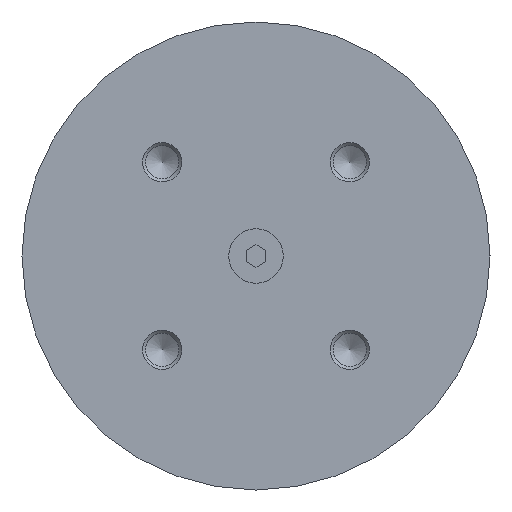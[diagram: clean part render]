
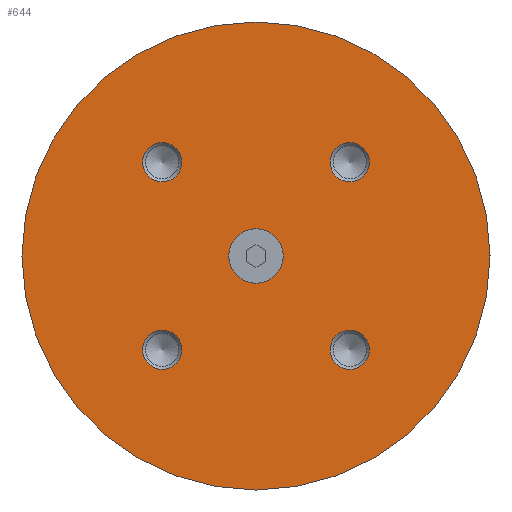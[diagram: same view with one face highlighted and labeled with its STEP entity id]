
A CAD part, left-side view. The second image highlights one B-rep face of the part: STEP entity #644.
In plain terms, the highlighted planar face has unit normal (-1, 0, 0).
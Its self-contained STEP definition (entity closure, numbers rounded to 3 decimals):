
#19=FACE_BOUND('',#117,.T.);
#20=FACE_BOUND('',#118,.T.);
#21=FACE_BOUND('',#119,.T.);
#22=FACE_BOUND('',#120,.T.);
#23=FACE_BOUND('',#121,.T.);
#36=PLANE('',#739);
#78=FACE_OUTER_BOUND('',#116,.T.);
#116=EDGE_LOOP('',(#563,#564));
#117=EDGE_LOOP('',(#565,#566));
#118=EDGE_LOOP('',(#567,#568));
#119=EDGE_LOOP('',(#569,#570));
#120=EDGE_LOOP('',(#571,#572));
#121=EDGE_LOOP('',(#573,#574));
#159=CIRCLE('',#723,5.025);
#160=CIRCLE('',#724,5.025);
#161=CIRCLE('',#726,5.025);
#162=CIRCLE('',#727,5.025);
#163=CIRCLE('',#729,5.025);
#164=CIRCLE('',#730,5.025);
#165=CIRCLE('',#732,5.025);
#166=CIRCLE('',#733,5.025);
#167=CIRCLE('',#735,7.);
#168=CIRCLE('',#736,7.);
#170=CIRCLE('',#740,60.);
#171=CIRCLE('',#741,60.);
#307=VERTEX_POINT('',#1105);
#308=VERTEX_POINT('',#1107);
#309=VERTEX_POINT('',#1111);
#310=VERTEX_POINT('',#1113);
#311=VERTEX_POINT('',#1117);
#312=VERTEX_POINT('',#1119);
#313=VERTEX_POINT('',#1123);
#314=VERTEX_POINT('',#1125);
#315=VERTEX_POINT('',#1129);
#316=VERTEX_POINT('',#1131);
#318=VERTEX_POINT('',#1139);
#319=VERTEX_POINT('',#1140);
#390=EDGE_CURVE('',#307,#308,#159,.T.);
#391=EDGE_CURVE('',#308,#307,#160,.T.);
#393=EDGE_CURVE('',#309,#310,#161,.T.);
#394=EDGE_CURVE('',#310,#309,#162,.T.);
#396=EDGE_CURVE('',#311,#312,#163,.T.);
#397=EDGE_CURVE('',#312,#311,#164,.T.);
#399=EDGE_CURVE('',#313,#314,#165,.T.);
#400=EDGE_CURVE('',#314,#313,#166,.T.);
#402=EDGE_CURVE('',#315,#316,#167,.T.);
#403=EDGE_CURVE('',#316,#315,#168,.T.);
#406=EDGE_CURVE('',#318,#319,#170,.T.);
#407=EDGE_CURVE('',#319,#318,#171,.T.);
#563=ORIENTED_EDGE('',*,*,#406,.F.);
#564=ORIENTED_EDGE('',*,*,#407,.F.);
#565=ORIENTED_EDGE('',*,*,#403,.F.);
#566=ORIENTED_EDGE('',*,*,#402,.F.);
#567=ORIENTED_EDGE('',*,*,#400,.F.);
#568=ORIENTED_EDGE('',*,*,#399,.F.);
#569=ORIENTED_EDGE('',*,*,#397,.F.);
#570=ORIENTED_EDGE('',*,*,#396,.F.);
#571=ORIENTED_EDGE('',*,*,#394,.F.);
#572=ORIENTED_EDGE('',*,*,#393,.F.);
#573=ORIENTED_EDGE('',*,*,#391,.F.);
#574=ORIENTED_EDGE('',*,*,#390,.F.);
#644=ADVANCED_FACE('',(#78,#19,#20,#21,#22,#23),#36,.T.);
#723=AXIS2_PLACEMENT_3D('',#1108,#896,#897);
#724=AXIS2_PLACEMENT_3D('',#1109,#898,#899);
#726=AXIS2_PLACEMENT_3D('',#1114,#903,#904);
#727=AXIS2_PLACEMENT_3D('',#1115,#905,#906);
#729=AXIS2_PLACEMENT_3D('',#1120,#910,#911);
#730=AXIS2_PLACEMENT_3D('',#1121,#912,#913);
#732=AXIS2_PLACEMENT_3D('',#1126,#917,#918);
#733=AXIS2_PLACEMENT_3D('',#1127,#919,#920);
#735=AXIS2_PLACEMENT_3D('',#1132,#924,#925);
#736=AXIS2_PLACEMENT_3D('',#1133,#926,#927);
#739=AXIS2_PLACEMENT_3D('',#1138,#933,#934);
#740=AXIS2_PLACEMENT_3D('',#1141,#935,#936);
#741=AXIS2_PLACEMENT_3D('',#1142,#937,#938);
#896=DIRECTION('center_axis',(-1.,0.,0.));
#897=DIRECTION('ref_axis',(0.,0.,1.));
#898=DIRECTION('center_axis',(-1.,0.,0.));
#899=DIRECTION('ref_axis',(0.,0.,1.));
#903=DIRECTION('center_axis',(-1.,0.,0.));
#904=DIRECTION('ref_axis',(0.,0.,1.));
#905=DIRECTION('center_axis',(-1.,0.,0.));
#906=DIRECTION('ref_axis',(0.,0.,1.));
#910=DIRECTION('center_axis',(-1.,0.,0.));
#911=DIRECTION('ref_axis',(0.,0.,1.));
#912=DIRECTION('center_axis',(-1.,0.,0.));
#913=DIRECTION('ref_axis',(0.,0.,1.));
#917=DIRECTION('center_axis',(-1.,0.,0.));
#918=DIRECTION('ref_axis',(0.,0.,1.));
#919=DIRECTION('center_axis',(-1.,0.,0.));
#920=DIRECTION('ref_axis',(0.,0.,1.));
#924=DIRECTION('center_axis',(-1.,0.,0.));
#925=DIRECTION('ref_axis',(0.,0.,1.));
#926=DIRECTION('center_axis',(-1.,0.,0.));
#927=DIRECTION('ref_axis',(0.,0.,1.));
#933=DIRECTION('center_axis',(-1.,0.,0.));
#934=DIRECTION('ref_axis',(0.,0.,1.));
#935=DIRECTION('center_axis',(1.,0.,0.));
#936=DIRECTION('ref_axis',(0.,0.,-1.));
#937=DIRECTION('center_axis',(1.,0.,0.));
#938=DIRECTION('ref_axis',(0.,0.,-1.));
#1105=CARTESIAN_POINT('',(-45.2,24.042,19.017));
#1107=CARTESIAN_POINT('',(-45.2,24.042,29.067));
#1108=CARTESIAN_POINT('Origin',(-45.2,24.042,24.042));
#1109=CARTESIAN_POINT('Origin',(-45.2,24.042,24.042));
#1111=CARTESIAN_POINT('',(-45.2,24.042,-29.067));
#1113=CARTESIAN_POINT('',(-45.2,24.042,-19.017));
#1114=CARTESIAN_POINT('Origin',(-45.2,24.042,-24.042));
#1115=CARTESIAN_POINT('Origin',(-45.2,24.042,-24.042));
#1117=CARTESIAN_POINT('',(-45.2,-24.042,-29.067));
#1119=CARTESIAN_POINT('',(-45.2,-24.042,-19.017));
#1120=CARTESIAN_POINT('Origin',(-45.2,-24.042,-24.042));
#1121=CARTESIAN_POINT('Origin',(-45.2,-24.042,-24.042));
#1123=CARTESIAN_POINT('',(-45.2,-24.042,19.017));
#1125=CARTESIAN_POINT('',(-45.2,-24.042,29.067));
#1126=CARTESIAN_POINT('Origin',(-45.2,-24.042,24.042));
#1127=CARTESIAN_POINT('Origin',(-45.2,-24.042,24.042));
#1129=CARTESIAN_POINT('',(-45.2,0.,-7.));
#1131=CARTESIAN_POINT('',(-45.2,0.,7.));
#1132=CARTESIAN_POINT('Origin',(-45.2,0.,0.));
#1133=CARTESIAN_POINT('Origin',(-45.2,0.,0.));
#1138=CARTESIAN_POINT('Origin',(-45.2,60.,0.));
#1139=CARTESIAN_POINT('',(-45.2,0.,-60.));
#1140=CARTESIAN_POINT('',(-45.2,0.,60.));
#1141=CARTESIAN_POINT('Origin',(-45.2,0.,0.));
#1142=CARTESIAN_POINT('Origin',(-45.2,0.,0.));
